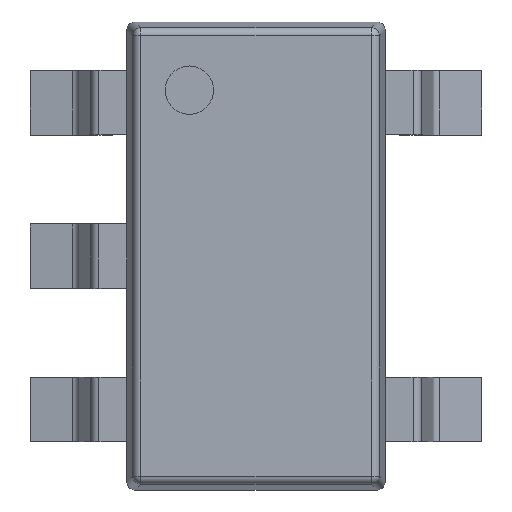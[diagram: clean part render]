
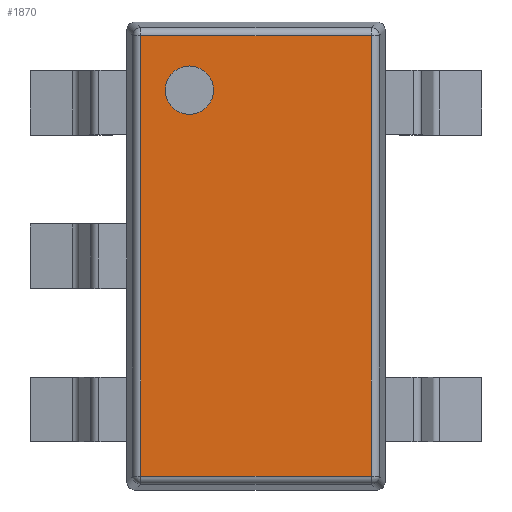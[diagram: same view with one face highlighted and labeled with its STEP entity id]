
A CAD part, top view. The second image highlights one B-rep face of the part: STEP entity #1870.
In plain terms, the highlighted planar face has unit normal (0, 0, 1).
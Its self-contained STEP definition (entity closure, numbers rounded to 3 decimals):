
#71=FACE_BOUND('',#334,.T.);
#81=PLANE('',#2036);
#155=CIRCLE('',#2037,0.15);
#227=FACE_OUTER_BOUND('',#333,.T.);
#333=EDGE_LOOP('',(#1427,#1428,#1429,#1430));
#334=EDGE_LOOP('',(#1431));
#443=LINE('',#2777,#636);
#451=LINE('',#2817,#644);
#453=LINE('',#2820,#646);
#457=LINE('',#2826,#650);
#636=VECTOR('',#2219,10.);
#644=VECTOR('',#2263,10.);
#646=VECTOR('',#2267,10.);
#650=VECTOR('',#2275,10.);
#840=VERTEX_POINT('',#2747);
#846=VERTEX_POINT('',#2764);
#851=VERTEX_POINT('',#2780);
#854=VERTEX_POINT('',#2790);
#888=VERTEX_POINT('',#2912);
#1022=EDGE_CURVE('',#840,#846,#443,.T.);
#1042=EDGE_CURVE('',#846,#854,#451,.T.);
#1044=EDGE_CURVE('',#854,#851,#453,.T.);
#1048=EDGE_CURVE('',#851,#840,#457,.T.);
#1093=EDGE_CURVE('',#888,#888,#155,.T.);
#1427=ORIENTED_EDGE('',*,*,#1022,.F.);
#1428=ORIENTED_EDGE('',*,*,#1048,.F.);
#1429=ORIENTED_EDGE('',*,*,#1044,.F.);
#1430=ORIENTED_EDGE('',*,*,#1042,.F.);
#1431=ORIENTED_EDGE('',*,*,#1093,.T.);
#1870=ADVANCED_FACE('',(#227,#71),#81,.T.);
#2036=AXIS2_PLACEMENT_3D('',#2911,#2361,#2362);
#2037=AXIS2_PLACEMENT_3D('',#2913,#2363,#2364);
#2219=DIRECTION('',(0.,-1.,0.));
#2263=DIRECTION('',(-1.,0.,0.));
#2267=DIRECTION('',(0.,1.,0.));
#2275=DIRECTION('',(1.,0.,0.));
#2361=DIRECTION('center_axis',(0.,0.,1.));
#2362=DIRECTION('ref_axis',(1.,0.,0.));
#2363=DIRECTION('center_axis',(0.,0.,-1.));
#2364=DIRECTION('ref_axis',(-1.,0.,0.));
#2747=CARTESIAN_POINT('',(0.715,1.365,1.45));
#2764=CARTESIAN_POINT('',(0.715,-1.365,1.45));
#2777=CARTESIAN_POINT('',(0.715,0.725,1.45));
#2780=CARTESIAN_POINT('',(-0.715,1.365,1.45));
#2790=CARTESIAN_POINT('',(-0.715,-1.365,1.45));
#2817=CARTESIAN_POINT('',(0.4,-1.365,1.45));
#2820=CARTESIAN_POINT('',(-0.715,-0.725,1.45));
#2826=CARTESIAN_POINT('',(-0.4,1.365,1.45));
#2911=CARTESIAN_POINT('Origin',(0.,0.,
1.45));
#2912=CARTESIAN_POINT('',(-0.263,1.027,1.45));
#2913=CARTESIAN_POINT('Origin',(-0.413,1.027,1.45));
